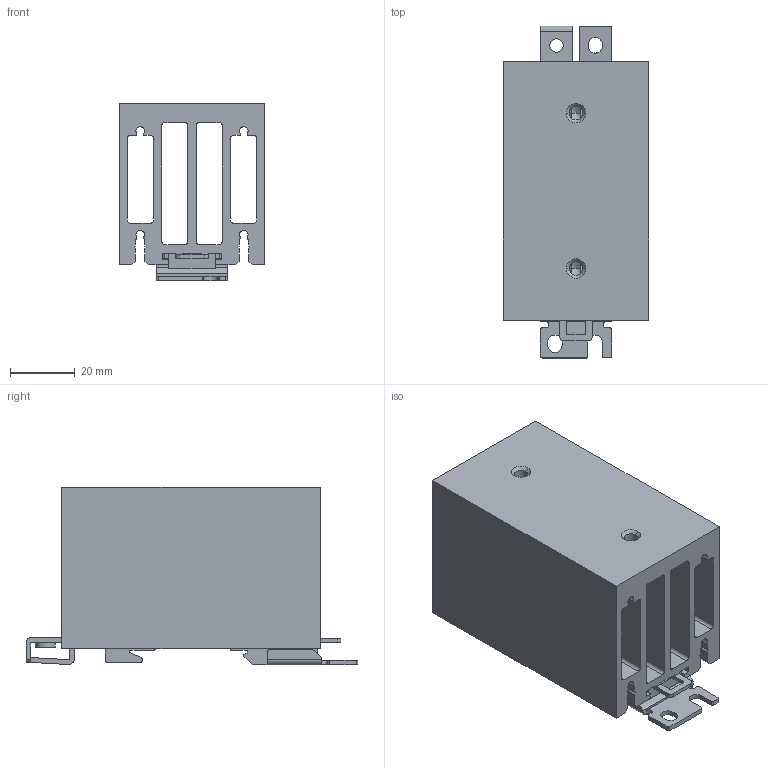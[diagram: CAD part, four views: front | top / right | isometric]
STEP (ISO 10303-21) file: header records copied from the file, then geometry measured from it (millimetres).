
FILE_DESCRIPTION((''),'2;1');
FILE_NAME('HeatS CGM0345 RHS45CX-RHS45C_ASM.stp','2014-03-28T13:40:53',(''),(''),'Mechanical Desktop 2009','Mechanical Desktop 2009',', , ');
FILE_SCHEMA(('CONFIG_CONTROL_DESIGN'));
Length unit declared in the file: millimetre
Products named in the file (1): Product
Bounding box: 45 x 102.55 x 54.9 mm (x, y, z)
Volume: 90834.5 mm3; surface area: 51045.2 mm2
Topology: 1 solids, 1 shells, 240 faces, 736 edges, 487 vertices
Faces by surface type: plane 130, cylinder 81, bspline 21, cone 8
Entity records: 8546 total; most frequent: CARTESIAN_POINT 1773, ORIENTED_EDGE 1464, DIRECTION 1340, EDGE_CURVE 732, VECTOR 532, LINE 532, VERTEX_POINT 487, AXIS2_PLACEMENT_3D 404
